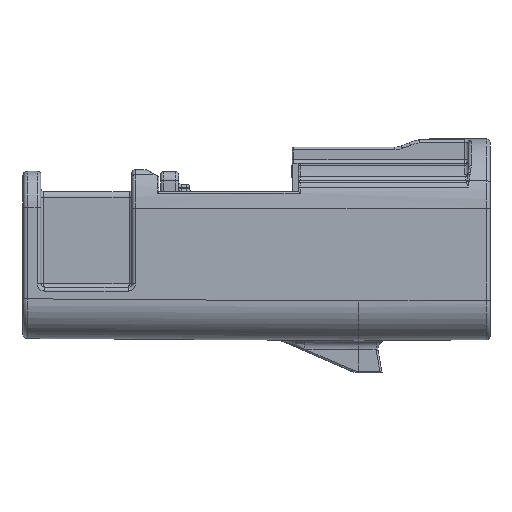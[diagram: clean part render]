
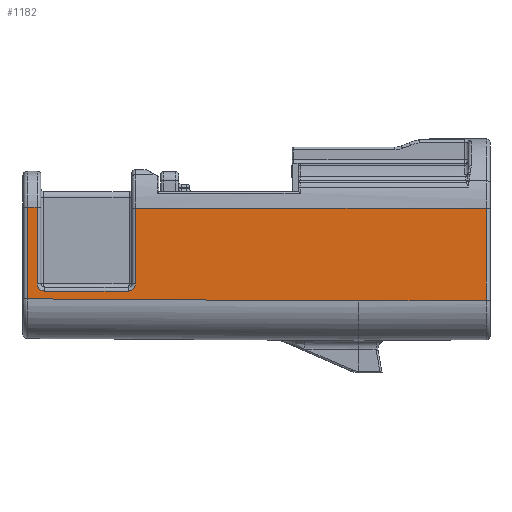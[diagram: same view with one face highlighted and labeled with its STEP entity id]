
A CAD part, left-side view. The second image highlights one B-rep face of the part: STEP entity #1182.
In plain terms, the highlighted planar face has unit normal (-1, 0, 0).
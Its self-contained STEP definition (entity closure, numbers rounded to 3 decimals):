
#618=FACE_OUTER_BOUND('',#1978,.T.);
#1182=ADVANCED_FACE('',(#618),#1751,.T.);
#1751=PLANE('',#9457);
#1978=EDGE_LOOP('',(#3027,#3028,#3029,#3030,#3031,#3032,#3033,#3034,#3035,
#3036,#3037));
#2571=CIRCLE('',#9455,0.4);
#2572=CIRCLE('',#9456,0.4);
#3027=ORIENTED_EDGE('',*,*,#6618,.T.);
#3028=ORIENTED_EDGE('',*,*,#6619,.T.);
#3029=ORIENTED_EDGE('',*,*,#6620,.T.);
#3030=ORIENTED_EDGE('',*,*,#6621,.F.);
#3031=ORIENTED_EDGE('',*,*,#6622,.T.);
#3032=ORIENTED_EDGE('',*,*,#6623,.T.);
#3033=ORIENTED_EDGE('',*,*,#6624,.T.);
#3034=ORIENTED_EDGE('',*,*,#6625,.T.);
#3035=ORIENTED_EDGE('',*,*,#6626,.T.);
#3036=ORIENTED_EDGE('',*,*,#6627,.T.);
#3037=ORIENTED_EDGE('',*,*,#6628,.T.);
#5793=VERTEX_POINT('',#13263);
#5794=VERTEX_POINT('',#13264);
#5795=VERTEX_POINT('',#13266);
#5796=VERTEX_POINT('',#13268);
#5797=VERTEX_POINT('',#13270);
#5798=VERTEX_POINT('',#13272);
#5799=VERTEX_POINT('',#13274);
#5800=VERTEX_POINT('',#13276);
#5801=VERTEX_POINT('',#13278);
#5802=VERTEX_POINT('',#13280);
#5803=VERTEX_POINT('',#13282);
#6618=EDGE_CURVE('',#5793,#5794,#7984,.T.);
#6619=EDGE_CURVE('',#5794,#5795,#7985,.T.);
#6620=EDGE_CURVE('',#5795,#5796,#7986,.T.);
#6621=EDGE_CURVE('',#5797,#5796,#7987,.T.);
#6622=EDGE_CURVE('',#5797,#5798,#7988,.T.);
#6623=EDGE_CURVE('',#5798,#5799,#2571,.T.);
#6624=EDGE_CURVE('',#5799,#5800,#7989,.T.);
#6625=EDGE_CURVE('',#5800,#5801,#2572,.T.);
#6626=EDGE_CURVE('',#5801,#5802,#7990,.T.);
#6627=EDGE_CURVE('',#5802,#5803,#7991,.T.);
#6628=EDGE_CURVE('',#5803,#5793,#7992,.T.);
#7984=LINE('',#13262,#8726);
#7985=LINE('',#13265,#8727);
#7986=LINE('',#13267,#8728);
#7987=LINE('',#13269,#8729);
#7988=LINE('',#13271,#8730);
#7989=LINE('',#13275,#8731);
#7990=LINE('',#13279,#8732);
#7991=LINE('',#13281,#8733);
#7992=LINE('',#13283,#8734);
#8726=VECTOR('',#10502,1.);
#8727=VECTOR('',#10503,1.);
#8728=VECTOR('',#10504,1.);
#8729=VECTOR('',#10505,1.);
#8730=VECTOR('',#10506,1.);
#8731=VECTOR('',#10509,1.);
#8732=VECTOR('',#10512,1.);
#8733=VECTOR('',#10513,1.);
#8734=VECTOR('',#10514,1.);
#9455=AXIS2_PLACEMENT_3D('',#13273,#10507,#10508);
#9456=AXIS2_PLACEMENT_3D('',#13277,#10510,#10511);
#9457=AXIS2_PLACEMENT_3D('',#13284,#10515,#10516);
#10502=DIRECTION('',(0.,-1.,-0.007));
#10503=DIRECTION('',(0.,-1.,0.007));
#10504=DIRECTION('',(0.,0.,1.));
#10505=DIRECTION('',(0.,-1.,0.));
#10506=DIRECTION('',(0.,0.,-1.));
#10507=DIRECTION('',(1.,0.,0.));
#10508=DIRECTION('',(0.,0.,1.));
#10509=DIRECTION('',(0.,1.,0.));
#10510=DIRECTION('',(1.,0.,0.));
#10511=DIRECTION('',(0.,0.,1.));
#10512=DIRECTION('',(0.,0.,1.));
#10513=DIRECTION('',(0.,1.,0.));
#10514=DIRECTION('',(0.,0.,-1.));
#10515=DIRECTION('',(-1.,0.,0.));
#10516=DIRECTION('',(0.,0.,1.));
#13262=CARTESIAN_POINT('',(-6.,6.728,-2.85));
#13263=CARTESIAN_POINT('',(-6.,25.15,-2.729));
#13264=CARTESIAN_POINT('',(-6.,6.742,-2.85));
#13265=CARTESIAN_POINT('',(-6.,-0.536,-2.802));
#13266=CARTESIAN_POINT('',(-6.,-0.35,-2.804));
#13267=CARTESIAN_POINT('',(-6.,-0.35,2.3));
#13268=CARTESIAN_POINT('',(-6.,-0.35,2.3));
#13269=CARTESIAN_POINT('',(-6.,21.34,2.3));
#13270=CARTESIAN_POINT('',(-6.,19.15,2.3));
#13271=CARTESIAN_POINT('',(-6.,19.15,2.3));
#13272=CARTESIAN_POINT('',(-6.,19.15,-1.898));
#13273=CARTESIAN_POINT('',(-6.,19.55,-1.898));
#13274=CARTESIAN_POINT('',(-6.,19.55,-2.298));
#13275=CARTESIAN_POINT('',(-6.,24.6,-2.298));
#13276=CARTESIAN_POINT('',(-6.,24.2,-2.298));
#13277=CARTESIAN_POINT('',(-6.,24.2,-1.898));
#13278=CARTESIAN_POINT('',(-6.,24.6,-1.898));
#13279=CARTESIAN_POINT('',(-6.,24.6,2.35));
#13280=CARTESIAN_POINT('',(-6.,24.6,2.35));
#13281=CARTESIAN_POINT('',(-6.,24.3,2.35));
#13282=CARTESIAN_POINT('',(-6.,25.15,2.35));
#13283=CARTESIAN_POINT('',(-6.,25.15,2.3));
#13284=CARTESIAN_POINT('',(-6.,21.34,2.3));
